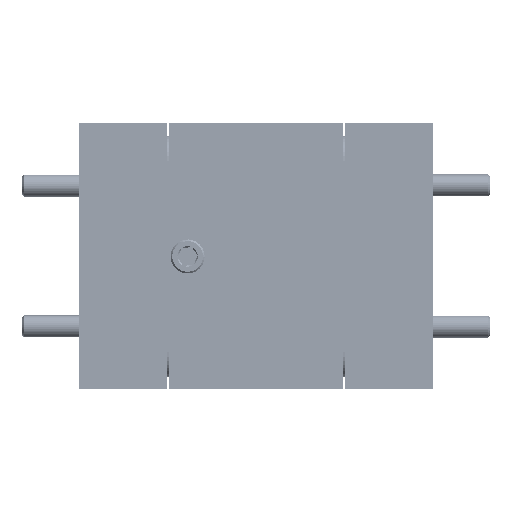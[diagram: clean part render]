
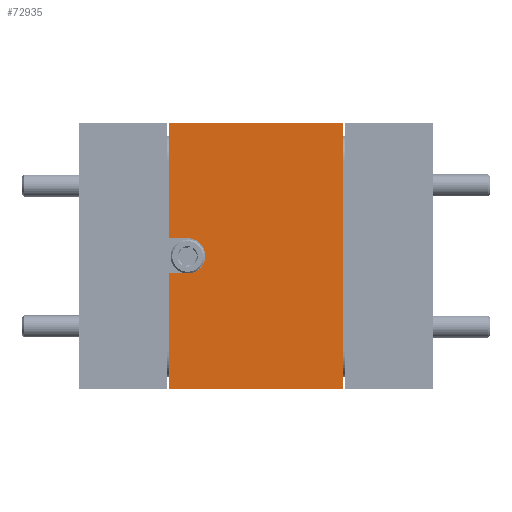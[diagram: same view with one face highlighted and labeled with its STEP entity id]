
A CAD part, top view. The second image highlights one B-rep face of the part: STEP entity #72935.
In plain terms, the highlighted planar face has unit normal (0, 0, 1).
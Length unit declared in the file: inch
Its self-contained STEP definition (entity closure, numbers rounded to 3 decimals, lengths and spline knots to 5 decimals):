
#1270 = VECTOR ( 'NONE', #96944, 39.37008 ) ;
#2013 = EDGE_CURVE ( 'NONE', #59523, #85426, #43890, .T. ) ;
#3017 = CARTESIAN_POINT ( 'NONE',  ( 0.41636, 0.76914, 0.91867 ) ) ;
#3053 = CARTESIAN_POINT ( 'NONE',  ( -0.07564, 0.34414, 0.91867 ) ) ;
#5131 = VECTOR ( 'NONE', #57279, 39.37008 ) ;
#6305 = AXIS2_PLACEMENT_3D ( 'NONE', #93904, #75525, #42428 ) ;
#7354 = VECTOR ( 'NONE', #69404, 39.37008 ) ;
#7859 = DIRECTION ( 'NONE',  ( -1., 0., 0. ) ) ;
#10624 = DIRECTION ( 'NONE',  ( 0., -1., 0. ) ) ;
#11970 = VECTOR ( 'NONE', #10624, 39.37008 ) ;
#12045 = EDGE_CURVE ( 'NONE', #46003, #31505, #76655, .T. ) ;
#12079 = CARTESIAN_POINT ( 'NONE',  ( -0.07564, 0.76914, 0.91867 ) ) ;
#12864 = FACE_OUTER_BOUND ( 'NONE', #83321, .T. ) ;
#17647 = CIRCLE ( 'NONE', #83111, 0.05 ) ;
#21507 = CARTESIAN_POINT ( 'NONE',  ( -0.02264, 0.34414, 0.91867 ) ) ;
#22565 = LINE ( 'NONE', #48597, #5131 ) ;
#22963 = LINE ( 'NONE', #85040, #84853 ) ;
#24802 = LINE ( 'NONE', #93860, #7354 ) ;
#25646 = EDGE_CURVE ( 'NONE', #106698, #106160, #22565, .T. ) ;
#25897 = CARTESIAN_POINT ( 'NONE',  ( -0.07564, 0.76914, 0.91867 ) ) ;
#26403 = ORIENTED_EDGE ( 'NONE', *, *, #12045, .T. ) ;
#27343 = ORIENTED_EDGE ( 'NONE', *, *, #105247, .T. ) ;
#28332 = CARTESIAN_POINT ( 'NONE',  ( 0.41636, 0.76914, 0.91867 ) ) ;
#29086 = VERTEX_POINT ( 'NONE', #28332 ) ;
#31505 = VERTEX_POINT ( 'NONE', #57159 ) ;
#42104 = CARTESIAN_POINT ( 'NONE',  ( -0.02264, 0.39414, 0.91867 ) ) ;
#42428 = DIRECTION ( 'NONE',  ( 1., 0., 0. ) ) ;
#43890 = LINE ( 'NONE', #67770, #92275 ) ;
#45085 = ORIENTED_EDGE ( 'NONE', *, *, #2013, .F. ) ;
#45997 = CARTESIAN_POINT ( 'NONE',  ( -0.07564, 0.01914, 0.91867 ) ) ;
#46003 = VERTEX_POINT ( 'NONE', #25897 ) ;
#47147 = ORIENTED_EDGE ( 'NONE', *, *, #108720, .F. ) ;
#48597 = CARTESIAN_POINT ( 'NONE',  ( -0.02264, 0.34414, 0.91867 ) ) ;
#49574 = PLANE ( 'NONE',  #6305 ) ;
#50731 = DIRECTION ( 'NONE',  ( 0., 0., 1. ) ) ;
#51237 = DIRECTION ( 'NONE',  ( 0., -1., 0. ) ) ;
#57019 = CARTESIAN_POINT ( 'NONE',  ( -0.02264, 0.44414, 0.91867 ) ) ;
#57159 = CARTESIAN_POINT ( 'NONE',  ( -0.07564, 0.44414, 0.91867 ) ) ;
#57279 = DIRECTION ( 'NONE',  ( 1., 0., 0. ) ) ;
#57736 = EDGE_CURVE ( 'NONE', #106698, #85426, #22963, .T. ) ;
#57948 = ORIENTED_EDGE ( 'NONE', *, *, #63212, .F. ) ;
#58047 = VERTEX_POINT ( 'NONE', #57019 ) ;
#59523 = VERTEX_POINT ( 'NONE', #109583 ) ;
#63212 = EDGE_CURVE ( 'NONE', #29086, #59523, #76141, .T. ) ;
#64277 = CARTESIAN_POINT ( 'NONE',  ( -0.02264, 0.44414, 0.91867 ) ) ;
#67770 = CARTESIAN_POINT ( 'NONE',  ( 0.41636, 0.01914, 0.91867 ) ) ;
#69404 = DIRECTION ( 'NONE',  ( -1., 0., 0. ) ) ;
#72508 = ORIENTED_EDGE ( 'NONE', *, *, #103727, .F. ) ;
#72935 = ADVANCED_FACE ( 'NONE', ( #12864 ), #49574, .F. ) ;
#73826 = LINE ( 'NONE', #64277, #1270 ) ;
#75525 = DIRECTION ( 'NONE',  ( 0., 0., -1. ) ) ;
#76141 = LINE ( 'NONE', #3017, #94956 ) ;
#76655 = LINE ( 'NONE', #12079, #11970 ) ;
#80755 = ORIENTED_EDGE ( 'NONE', *, *, #25646, .F. ) ;
#81120 = DIRECTION ( 'NONE',  ( 0., -1., 0. ) ) ;
#83111 = AXIS2_PLACEMENT_3D ( 'NONE', #42104, #50731, #7859 ) ;
#83321 = EDGE_LOOP ( 'NONE', ( #26403, #72508, #47147, #80755, #93302, #45085, #57948, #27343 ) ) ;
#84853 = VECTOR ( 'NONE', #51237, 39.37008 ) ;
#85040 = CARTESIAN_POINT ( 'NONE',  ( -0.07564, 0.76914, 0.91867 ) ) ;
#85426 = VERTEX_POINT ( 'NONE', #45997 ) ;
#92275 = VECTOR ( 'NONE', #93679, 39.37008 ) ;
#93302 = ORIENTED_EDGE ( 'NONE', *, *, #57736, .T. ) ;
#93679 = DIRECTION ( 'NONE',  ( -1., 0., 0. ) ) ;
#93860 = CARTESIAN_POINT ( 'NONE',  ( 0.41636, 0.76914, 0.91867 ) ) ;
#93904 = CARTESIAN_POINT ( 'NONE',  ( 0.41636, 0.76914, 0.91867 ) ) ;
#94956 = VECTOR ( 'NONE', #81120, 39.37008 ) ;
#96944 = DIRECTION ( 'NONE',  ( -1., 0., 0. ) ) ;
#103727 = EDGE_CURVE ( 'NONE', #58047, #31505, #73826, .T. ) ;
#105247 = EDGE_CURVE ( 'NONE', #29086, #46003, #24802, .T. ) ;
#106160 = VERTEX_POINT ( 'NONE', #21507 ) ;
#106698 = VERTEX_POINT ( 'NONE', #3053 ) ;
#108720 = EDGE_CURVE ( 'NONE', #106160, #58047, #17647, .T. ) ;
#109583 = CARTESIAN_POINT ( 'NONE',  ( 0.41636, 0.01914, 0.91867 ) ) ;
